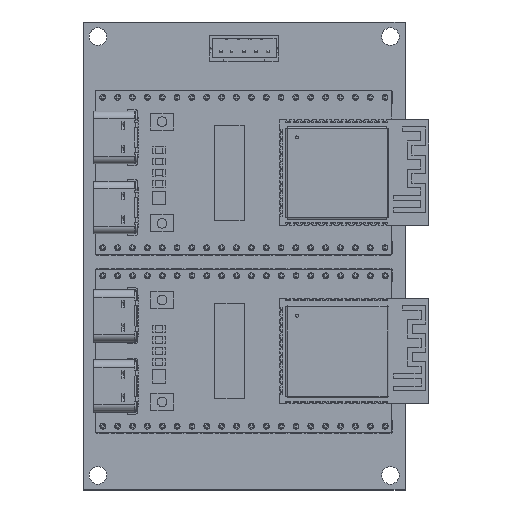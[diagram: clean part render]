
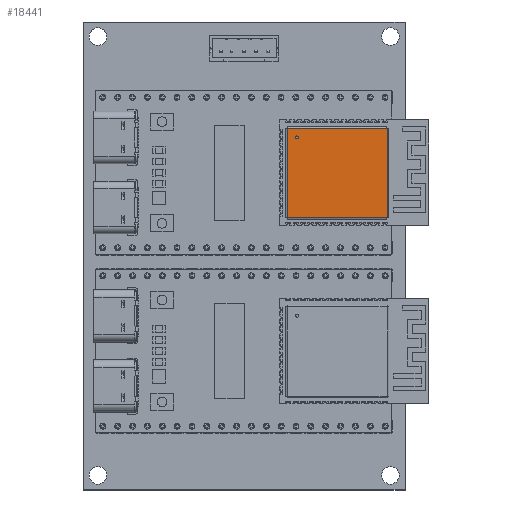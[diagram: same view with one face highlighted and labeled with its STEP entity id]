
A CAD part, top view. The second image highlights one B-rep face of the part: STEP entity #18441.
In plain terms, the highlighted face is planar.
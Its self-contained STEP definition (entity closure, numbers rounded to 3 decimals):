
#17762 = VERTEX_POINT('',#17763);
#17763 = CARTESIAN_POINT('',(-6.,3.25,10.));
#17769 = EDGE_CURVE('',#17770,#17762,#17772,.T.);
#17770 = VERTEX_POINT('',#17771);
#17771 = CARTESIAN_POINT('',(-6.,3.25,9.5));
#17772 = CIRCLE('',#17773,0.25);
#17773 = AXIS2_PLACEMENT_3D('',#17774,#17775,#17776);
#17774 = CARTESIAN_POINT('',(-6.,3.25,9.75));
#17775 = DIRECTION('',(0.,1.,0.));
#17776 = DIRECTION('',(0.,-0.,1.));
#17812 = VERTEX_POINT('',#17813);
#17813 = CARTESIAN_POINT('',(7.749,3.25,11.429));
#17820 = EDGE_CURVE('',#17812,#17821,#17823,.T.);
#17821 = VERTEX_POINT('',#17822);
#17822 = CARTESIAN_POINT('',(7.729,3.25,11.429));
#17823 = LINE('',#17824,#17825);
#17824 = CARTESIAN_POINT('',(8.,3.25,11.429));
#17825 = VECTOR('',#17826,1.);
#17826 = DIRECTION('',(-1.,0.,0.));
#17933 = VERTEX_POINT('',#17934);
#17934 = CARTESIAN_POINT('',(7.729,3.25,-5.629));
#17940 = EDGE_CURVE('',#17933,#17941,#17943,.T.);
#17941 = VERTEX_POINT('',#17942);
#17942 = CARTESIAN_POINT('',(7.749,3.25,-5.629));
#17943 = LINE('',#17944,#17945);
#17944 = CARTESIAN_POINT('',(8.,3.25,-5.629));
#17945 = VECTOR('',#17946,1.);
#17946 = DIRECTION('',(1.,-0.,-0.));
#17982 = VERTEX_POINT('',#17983);
#17983 = CARTESIAN_POINT('',(7.729,3.25,-5.649));
#17990 = EDGE_CURVE('',#17982,#17933,#17991,.T.);
#17991 = LINE('',#17992,#17993);
#17992 = CARTESIAN_POINT('',(7.729,3.25,-5.629));
#17993 = VECTOR('',#17994,1.);
#17994 = DIRECTION('',(-0.,-0.,1.));
#18094 = VERTEX_POINT('',#18095);
#18095 = CARTESIAN_POINT('',(-7.529,3.25,-5.629));
#18101 = EDGE_CURVE('',#18094,#18102,#18104,.T.);
#18102 = VERTEX_POINT('',#18103);
#18103 = CARTESIAN_POINT('',(-7.529,3.25,-5.649));
#18104 = LINE('',#18105,#18106);
#18105 = CARTESIAN_POINT('',(-7.529,3.25,-5.629));
#18106 = VECTOR('',#18107,1.);
#18107 = DIRECTION('',(0.,0.,-1.));
#18143 = VERTEX_POINT('',#18144);
#18144 = CARTESIAN_POINT('',(-7.549,3.25,-5.629));
#18151 = EDGE_CURVE('',#18143,#18094,#18152,.T.);
#18152 = LINE('',#18153,#18154);
#18153 = CARTESIAN_POINT('',(-7.529,3.25,-5.629));
#18154 = VECTOR('',#18155,1.);
#18155 = DIRECTION('',(1.,-0.,-0.));
#18255 = VERTEX_POINT('',#18256);
#18256 = CARTESIAN_POINT('',(-7.529,3.25,11.429));
#18262 = EDGE_CURVE('',#18255,#18263,#18265,.T.);
#18263 = VERTEX_POINT('',#18264);
#18264 = CARTESIAN_POINT('',(-7.549,3.25,11.429));
#18265 = LINE('',#18266,#18267);
#18266 = CARTESIAN_POINT('',(-7.529,3.25,11.429));
#18267 = VECTOR('',#18268,1.);
#18268 = DIRECTION('',(-1.,0.,0.));
#18304 = VERTEX_POINT('',#18305);
#18305 = CARTESIAN_POINT('',(-7.529,3.25,11.449));
#18312 = EDGE_CURVE('',#18304,#18255,#18313,.T.);
#18313 = LINE('',#18314,#18315);
#18314 = CARTESIAN_POINT('',(-7.529,3.25,11.7));
#18315 = VECTOR('',#18316,1.);
#18316 = DIRECTION('',(0.,0.,-1.));
#18414 = EDGE_CURVE('',#17821,#18415,#18417,.T.);
#18415 = VERTEX_POINT('',#18416);
#18416 = CARTESIAN_POINT('',(7.729,3.25,11.449));
#18417 = LINE('',#18418,#18419);
#18418 = CARTESIAN_POINT('',(7.729,3.25,11.7));
#18419 = VECTOR('',#18420,1.);
#18420 = DIRECTION('',(-0.,-0.,1.));
#18441 = ADVANCED_FACE('',(#18442,#18452),#18486,.F.);
#18442 = FACE_BOUND('',#18443,.T.);
#18443 = EDGE_LOOP('',(#18444,#18451));
#18444 = ORIENTED_EDGE('',*,*,#18445,.F.);
#18445 = EDGE_CURVE('',#17762,#17770,#18446,.T.);
#18446 = CIRCLE('',#18447,0.25);
#18447 = AXIS2_PLACEMENT_3D('',#18448,#18449,#18450);
#18448 = CARTESIAN_POINT('',(-6.,3.25,9.75));
#18449 = DIRECTION('',(0.,1.,0.));
#18450 = DIRECTION('',(0.,-0.,1.));
#18451 = ORIENTED_EDGE('',*,*,#17769,.F.);
#18452 = FACE_BOUND('',#18453,.T.);
#18453 = EDGE_LOOP('',(#18454,#18460,#18461,#18462,#18468,#18469,#18470,
    #18476,#18477,#18478,#18484,#18485));
#18454 = ORIENTED_EDGE('',*,*,#18455,.T.);
#18455 = EDGE_CURVE('',#17982,#18102,#18456,.T.);
#18456 = LINE('',#18457,#18458);
#18457 = CARTESIAN_POINT('',(0.,3.25,-5.649));
#18458 = VECTOR('',#18459,1.);
#18459 = DIRECTION('',(-1.,-0.,-0.));
#18460 = ORIENTED_EDGE('',*,*,#18101,.F.);
#18461 = ORIENTED_EDGE('',*,*,#18151,.F.);
#18462 = ORIENTED_EDGE('',*,*,#18463,.T.);
#18463 = EDGE_CURVE('',#18143,#18263,#18464,.T.);
#18464 = LINE('',#18465,#18466);
#18465 = CARTESIAN_POINT('',(-7.549,3.25,0.));
#18466 = VECTOR('',#18467,1.);
#18467 = DIRECTION('',(-0.,-0.,1.));
#18468 = ORIENTED_EDGE('',*,*,#18262,.F.);
#18469 = ORIENTED_EDGE('',*,*,#18312,.F.);
#18470 = ORIENTED_EDGE('',*,*,#18471,.T.);
#18471 = EDGE_CURVE('',#18304,#18415,#18472,.T.);
#18472 = LINE('',#18473,#18474);
#18473 = CARTESIAN_POINT('',(0.,3.25,11.449));
#18474 = VECTOR('',#18475,1.);
#18475 = DIRECTION('',(1.,-0.,-0.));
#18476 = ORIENTED_EDGE('',*,*,#18414,.F.);
#18477 = ORIENTED_EDGE('',*,*,#17820,.F.);
#18478 = ORIENTED_EDGE('',*,*,#18479,.T.);
#18479 = EDGE_CURVE('',#17812,#17941,#18480,.T.);
#18480 = LINE('',#18481,#18482);
#18481 = CARTESIAN_POINT('',(7.749,3.25,0.));
#18482 = VECTOR('',#18483,1.);
#18483 = DIRECTION('',(-0.,-0.,-1.));
#18484 = ORIENTED_EDGE('',*,*,#17940,.F.);
#18485 = ORIENTED_EDGE('',*,*,#17990,.F.);
#18486 = PLANE('',#18487);
#18487 = AXIS2_PLACEMENT_3D('',#18488,#18489,#18490);
#18488 = CARTESIAN_POINT('',(0.,3.25,0.));
#18489 = DIRECTION('',(0.,-1.,0.));
#18490 = DIRECTION('',(0.,-0.,-1.));
